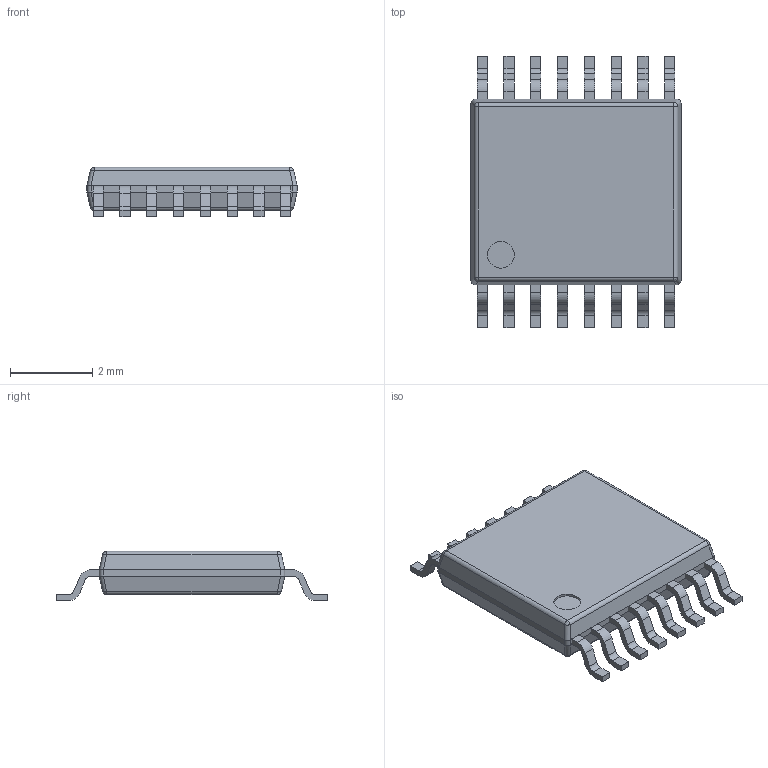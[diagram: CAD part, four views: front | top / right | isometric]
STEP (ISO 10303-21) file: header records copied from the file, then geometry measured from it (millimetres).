
FILE_DESCRIPTION(('STEP AP214'), '1');
FILE_NAME('MO-153AB', '', ('UNSPECIFIED'), ('UNSPECIFIED'), 'ASCON STEP Converter 1.3', 'ASCON Math Kernel', '');
FILE_SCHEMA(('AUTOMOTIVE_DESIGN { 1 0 10303 214 3 1 1}'));
Length unit declared in the file: millimetre
Bounding box: 5.1 x 6.6 x 1.2 mm (x, y, z)
Volume: 24.2 mm3; surface area: 83.5 mm2
Topology: 17 solids, 17 shells, 268 faces, 747 edges, 522 vertices
Faces by surface type: plane 175, cylinder 85, bspline 8
Full cylindrical faces by diameter (mm): 0.65 x1
Entity records: 10879 total; most frequent: CARTESIAN_POINT 1609, DIRECTION 1438, ORIENTED_EDGE 1348, EDGE_CURVE 674, LINE 544, VECTOR 544, AXIS2_PLACEMENT_3D 447, VERTEX_POINT 442
